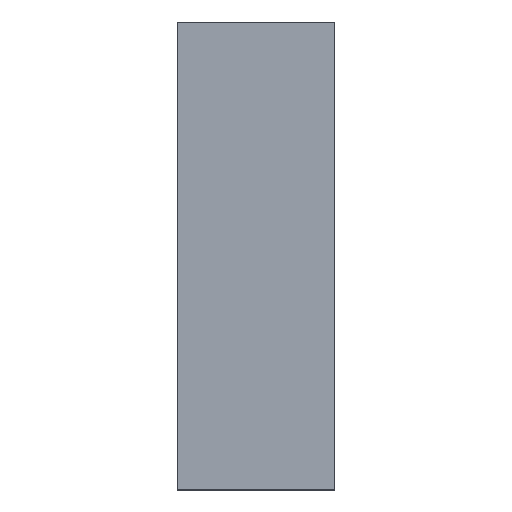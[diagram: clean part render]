
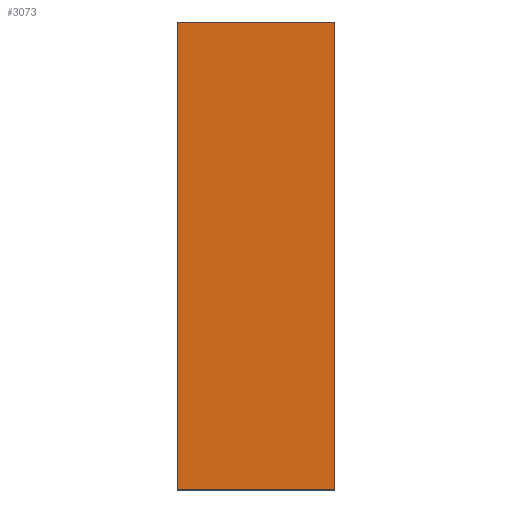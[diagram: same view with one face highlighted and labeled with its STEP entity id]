
A CAD part, left-side view. The second image highlights one B-rep face of the part: STEP entity #3073.
In plain terms, the highlighted planar face has unit normal (-1, 0, 0).
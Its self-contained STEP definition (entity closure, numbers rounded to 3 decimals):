
#63 = EDGE_LOOP ( 'NONE', ( #3657, #1556, #1163, #1786 ) ) ;
#123 = FACE_OUTER_BOUND ( 'NONE', #63, .T. ) ;
#181 = VERTEX_POINT ( 'NONE', #3572 ) ;
#182 = DIRECTION ( 'NONE',  ( 0., 0., 1. ) ) ;
#545 = CARTESIAN_POINT ( 'NONE',  ( -1.5, 1.01, 1.5 ) ) ;
#665 = VERTEX_POINT ( 'NONE', #2713 ) ;
#671 = EDGE_CURVE ( 'NONE', #665, #181, #3231, .T. ) ;
#682 = CARTESIAN_POINT ( 'NONE',  ( -1.5, 1.01, -1.5 ) ) ;
#1003 = CARTESIAN_POINT ( 'NONE',  ( -1.5, 0., 1.5 ) ) ;
#1163 = ORIENTED_EDGE ( 'NONE', *, *, #3175, .F. ) ;
#1179 = VECTOR ( 'NONE', #1667, 1000. ) ;
#1278 = VECTOR ( 'NONE', #3235, 1000. ) ;
#1351 = DIRECTION ( 'NONE',  ( 1., 0., 0. ) ) ;
#1556 = ORIENTED_EDGE ( 'NONE', *, *, #1690, .F. ) ;
#1569 = LINE ( 'NONE', #545, #2624 ) ;
#1579 = LINE ( 'NONE', #2535, #1179 ) ;
#1667 = DIRECTION ( 'NONE',  ( 0., 0., 1. ) ) ;
#1690 = EDGE_CURVE ( 'NONE', #2797, #181, #1569, .T. ) ;
#1757 = AXIS2_PLACEMENT_3D ( 'NONE', #1919, #1351, #1871 ) ;
#1786 = ORIENTED_EDGE ( 'NONE', *, *, #3364, .T. ) ;
#1871 = DIRECTION ( 'NONE',  ( 0., 0., -1. ) ) ;
#1919 = CARTESIAN_POINT ( 'NONE',  ( -1.5, 1.01, 1.5 ) ) ;
#1937 = DIRECTION ( 'NONE',  ( 0., -1., 0. ) ) ;
#2344 = VECTOR ( 'NONE', #182, 1000. ) ;
#2535 = CARTESIAN_POINT ( 'NONE',  ( -1.5, 1.01, 1.5 ) ) ;
#2624 = VECTOR ( 'NONE', #1937, 1000. ) ;
#2700 = CARTESIAN_POINT ( 'NONE',  ( -1.5, 1.01, -1.5 ) ) ;
#2713 = CARTESIAN_POINT ( 'NONE',  ( -1.5, 0., -1.5 ) ) ;
#2797 = VERTEX_POINT ( 'NONE', #3380 ) ;
#3073 = ADVANCED_FACE ( 'NONE', ( #123 ), #3321, .F. ) ;
#3175 = EDGE_CURVE ( 'NONE', #3312, #2797, #1579, .T. ) ;
#3231 = LINE ( 'NONE', #1003, #2344 ) ;
#3235 = DIRECTION ( 'NONE',  ( 0., -1., 0. ) ) ;
#3312 = VERTEX_POINT ( 'NONE', #2700 ) ;
#3321 = PLANE ( 'NONE',  #1757 ) ;
#3364 = EDGE_CURVE ( 'NONE', #3312, #665, #3469, .T. ) ;
#3380 = CARTESIAN_POINT ( 'NONE',  ( -1.5, 1.01, 1.5 ) ) ;
#3469 = LINE ( 'NONE', #682, #1278 ) ;
#3572 = CARTESIAN_POINT ( 'NONE',  ( -1.5, 0., 1.5 ) ) ;
#3657 = ORIENTED_EDGE ( 'NONE', *, *, #671, .T. ) ;
